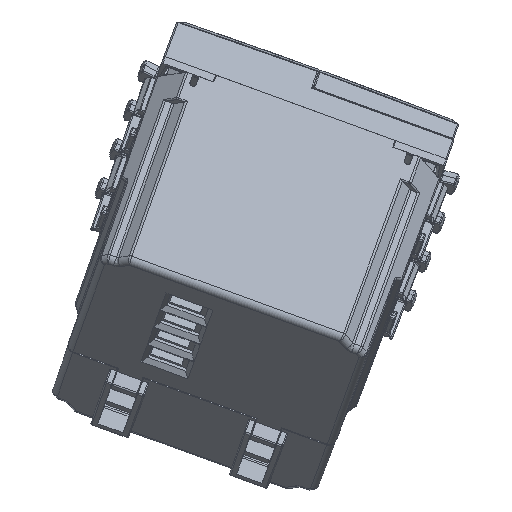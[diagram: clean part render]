
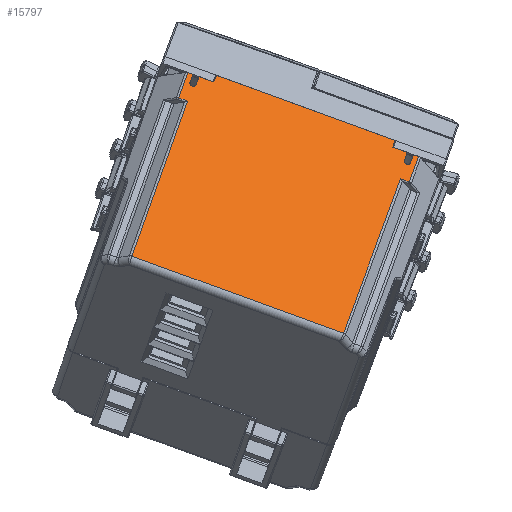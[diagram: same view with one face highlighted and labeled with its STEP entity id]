
A CAD part, left-side view. The second image highlights one B-rep face of the part: STEP entity #15797.
In plain terms, the highlighted face is planar.
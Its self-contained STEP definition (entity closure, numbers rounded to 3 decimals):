
#10777=CARTESIAN_POINT('Vertex',(-22.425,-17.5,0.)) ;
#10780=CARTESIAN_POINT('Line Origine',(-22.425,-17.896,0.)) ;
#10784=CARTESIAN_POINT('Vertex',(-22.425,-18.293,0.)) ;
#10814=CARTESIAN_POINT('Line Origine',(-22.278,-18.232,-16.863)) ;
#10818=CARTESIAN_POINT('Vertex',(-22.383,-18.276,-4.802)) ;
#15640=CARTESIAN_POINT('Vertex',(-22.412,-17.473,-1.527)) ;
#15643=CARTESIAN_POINT('Line Origine',(-22.418,-17.487,-0.763)) ;
#15655=CARTESIAN_POINT('Axis2P3D Location',(-22.425,0.,0.)) ;
#15660=CARTESIAN_POINT('Line Origine',(-22.128,0.,-34.009)) ;
#15664=CARTESIAN_POINT('Vertex',(-22.128,-16.791,-34.009)) ;
#15666=CARTESIAN_POINT('Vertex',(-22.128,16.791,-34.009)) ;
#15670=CARTESIAN_POINT('Control Point',(-22.383,-16.897,-4.802)) ;
#15671=CARTESIAN_POINT('Control Point',(-22.128,-16.791,-34.009)) ;
#15672=CARTESIAN_POINT('Vertex',(-22.383,-16.897,-4.802)) ;
#15675=CARTESIAN_POINT('Line Origine',(-22.383,0.,-4.802)) ;
#15681=CARTESIAN_POINT('Control Point',(-22.412,-17.473,-1.527)) ;
#15682=CARTESIAN_POINT('Control Point',(-22.409,-17.473,-1.824)) ;
#15683=CARTESIAN_POINT('Control Point',(-22.406,-17.242,-2.134)) ;
#15684=CARTESIAN_POINT('Control Point',(-22.406,-16.758,-2.134)) ;
#15685=CARTESIAN_POINT('Control Point',(-22.409,-16.527,-1.824)) ;
#15686=CARTESIAN_POINT('Control Point',(-22.412,-16.527,-1.527)) ;
#15687=CARTESIAN_POINT('Vertex',(-22.412,-16.527,-1.527)) ;
#15691=CARTESIAN_POINT('Control Point',(-22.425,-16.5,0.)) ;
#15692=CARTESIAN_POINT('Control Point',(-22.412,-16.527,-1.527)) ;
#15693=CARTESIAN_POINT('Vertex',(-22.425,-16.5,0.)) ;
#15696=CARTESIAN_POINT('Line Origine',(-22.425,0.,0.)) ;
#15700=CARTESIAN_POINT('Vertex',(-22.425,-14.175,0.)) ;
#15704=CARTESIAN_POINT('Control Point',(-22.425,-14.175,0.)) ;
#15705=CARTESIAN_POINT('Control Point',(-22.436,-14.153,1.275)) ;
#15706=CARTESIAN_POINT('Vertex',(-22.436,-14.153,1.275)) ;
#15709=CARTESIAN_POINT('Line Origine',(-22.436,0.,1.275)) ;
#15713=CARTESIAN_POINT('Vertex',(-22.436,14.153,1.275)) ;
#15717=CARTESIAN_POINT('Control Point',(-22.425,14.175,0.)) ;
#15718=CARTESIAN_POINT('Control Point',(-22.436,14.153,1.275)) ;
#15719=CARTESIAN_POINT('Vertex',(-22.425,14.175,0.)) ;
#15722=CARTESIAN_POINT('Line Origine',(-22.425,0.,0.)) ;
#15726=CARTESIAN_POINT('Vertex',(-22.425,16.5,0.)) ;
#15730=CARTESIAN_POINT('Control Point',(-22.425,16.5,0.)) ;
#15731=CARTESIAN_POINT('Control Point',(-22.412,16.527,-1.527)) ;
#15732=CARTESIAN_POINT('Vertex',(-22.412,16.527,-1.527)) ;
#15736=CARTESIAN_POINT('Control Point',(-22.412,16.527,-1.527)) ;
#15737=CARTESIAN_POINT('Control Point',(-22.409,16.527,-1.824)) ;
#15738=CARTESIAN_POINT('Control Point',(-22.406,16.758,-2.134)) ;
#15739=CARTESIAN_POINT('Control Point',(-22.406,17.242,-2.134)) ;
#15740=CARTESIAN_POINT('Control Point',(-22.409,17.473,-1.824)) ;
#15741=CARTESIAN_POINT('Control Point',(-22.412,17.473,-1.527)) ;
#15742=CARTESIAN_POINT('Vertex',(-22.412,17.473,-1.527)) ;
#15746=CARTESIAN_POINT('Control Point',(-22.425,17.5,0.)) ;
#15747=CARTESIAN_POINT('Control Point',(-22.412,17.473,-1.527)) ;
#15748=CARTESIAN_POINT('Vertex',(-22.425,17.5,0.)) ;
#15751=CARTESIAN_POINT('Line Origine',(-22.425,0.,0.)) ;
#15755=CARTESIAN_POINT('Vertex',(-22.425,18.293,0.)) ;
#15759=CARTESIAN_POINT('Control Point',(-22.383,18.276,-4.802)) ;
#15760=CARTESIAN_POINT('Control Point',(-22.425,18.293,0.)) ;
#15761=CARTESIAN_POINT('Vertex',(-22.383,18.276,-4.802)) ;
#15764=CARTESIAN_POINT('Line Origine',(-22.383,0.,-4.802)) ;
#15768=CARTESIAN_POINT('Vertex',(-22.383,16.897,-4.802)) ;
#15772=CARTESIAN_POINT('Control Point',(-22.383,16.897,-4.802)) ;
#15773=CARTESIAN_POINT('Control Point',(-22.128,16.791,-34.009)) ;
#10781=DIRECTION('Vector Direction',(0.,1.,0.)) ;
#10815=DIRECTION('Vector Direction',(-0.009,-0.004,1.)) ;
#15644=DIRECTION('Vector Direction',(0.009,0.017,-1.)) ;
#15656=DIRECTION('Axis2P3D Direction',(1.,0.,0.009)) ;
#15657=DIRECTION('Axis2P3D XDirection',(0.,1.,0.)) ;
#15661=DIRECTION('Vector Direction',(0.,1.,0.)) ;
#15676=DIRECTION('Vector Direction',(0.,1.,0.)) ;
#15697=DIRECTION('Vector Direction',(0.,1.,0.)) ;
#15710=DIRECTION('Vector Direction',(0.,1.,0.)) ;
#15723=DIRECTION('Vector Direction',(0.,1.,0.)) ;
#15752=DIRECTION('Vector Direction',(0.,1.,0.)) ;
#15765=DIRECTION('Vector Direction',(0.,1.,0.)) ;
#15658=AXIS2_PLACEMENT_3D('Plane Axis2P3D',#15655,#15656,#15657) ;
#15776=ORIENTED_EDGE('',*,*,#15668,.F.) ;
#15777=ORIENTED_EDGE('',*,*,#15674,.T.) ;
#15778=ORIENTED_EDGE('',*,*,#15679,.F.) ;
#15779=ORIENTED_EDGE('',*,*,#10820,.F.) ;
#15780=ORIENTED_EDGE('',*,*,#10786,.T.) ;
#15781=ORIENTED_EDGE('',*,*,#15647,.T.) ;
#15782=ORIENTED_EDGE('',*,*,#15689,.T.) ;
#15783=ORIENTED_EDGE('',*,*,#15695,.F.) ;
#15784=ORIENTED_EDGE('',*,*,#15702,.T.) ;
#15785=ORIENTED_EDGE('',*,*,#15708,.F.) ;
#15786=ORIENTED_EDGE('',*,*,#15715,.F.) ;
#15787=ORIENTED_EDGE('',*,*,#15721,.F.) ;
#15788=ORIENTED_EDGE('',*,*,#15728,.T.) ;
#15789=ORIENTED_EDGE('',*,*,#15734,.T.) ;
#15790=ORIENTED_EDGE('',*,*,#15744,.T.) ;
#15791=ORIENTED_EDGE('',*,*,#15750,.F.) ;
#15792=ORIENTED_EDGE('',*,*,#15757,.T.) ;
#15793=ORIENTED_EDGE('',*,*,#15763,.F.) ;
#15794=ORIENTED_EDGE('',*,*,#15770,.F.) ;
#15795=ORIENTED_EDGE('',*,*,#15774,.T.) ;
#10782=VECTOR('Line Direction',#10781,1.) ;
#10816=VECTOR('Line Direction',#10815,1.) ;
#15645=VECTOR('Line Direction',#15644,1.) ;
#15662=VECTOR('Line Direction',#15661,1.) ;
#15677=VECTOR('Line Direction',#15676,1.) ;
#15698=VECTOR('Line Direction',#15697,1.) ;
#15711=VECTOR('Line Direction',#15710,1.) ;
#15724=VECTOR('Line Direction',#15723,1.) ;
#15753=VECTOR('Line Direction',#15752,1.) ;
#15766=VECTOR('Line Direction',#15765,1.) ;
#15797=ADVANCED_FACE('zocchetto',(#15796),#15659,.F.) ;
#15669=B_SPLINE_CURVE_WITH_KNOTS('',1,(#15670,#15671),.UNSPECIFIED.,.F.,.U.,(2,2),(-12.061,17.147),.UNSPECIFIED.) ;
#15680=B_SPLINE_CURVE_WITH_KNOTS('',5,(#15681,#15682,#15683,#15684,#15685,#15686),.UNSPECIFIED.,.F.,.U.,(6,6),(0.,2.103),.UNSPECIFIED.) ;
#15690=B_SPLINE_CURVE_WITH_KNOTS('',1,(#15691,#15692),.UNSPECIFIED.,.F.,.U.,(2,2),(-0.764,0.764),.UNSPECIFIED.) ;
#15703=B_SPLINE_CURVE_WITH_KNOTS('',1,(#15704,#15705),.UNSPECIFIED.,.F.,.U.,(2,2),(-2.117,-0.841),.UNSPECIFIED.) ;
#15716=B_SPLINE_CURVE_WITH_KNOTS('',1,(#15717,#15718),.UNSPECIFIED.,.F.,.U.,(2,2),(-0.638,0.638),.UNSPECIFIED.) ;
#15729=B_SPLINE_CURVE_WITH_KNOTS('',1,(#15730,#15731),.UNSPECIFIED.,.F.,.U.,(2,2),(-0.764,0.764),.UNSPECIFIED.) ;
#15735=B_SPLINE_CURVE_WITH_KNOTS('',5,(#15736,#15737,#15738,#15739,#15740,#15741),.UNSPECIFIED.,.F.,.U.,(6,6),(0.,2.103),.UNSPECIFIED.) ;
#15745=B_SPLINE_CURVE_WITH_KNOTS('',1,(#15746,#15747),.UNSPECIFIED.,.F.,.U.,(2,2),(-0.764,0.764),.UNSPECIFIED.) ;
#15758=B_SPLINE_CURVE_WITH_KNOTS('',1,(#15759,#15760),.UNSPECIFIED.,.F.,.U.,(2,2),(12.061,16.863),.UNSPECIFIED.) ;
#15771=B_SPLINE_CURVE_WITH_KNOTS('',1,(#15772,#15773),.UNSPECIFIED.,.F.,.U.,(2,2),(-12.061,17.147),.UNSPECIFIED.) ;
#10786=EDGE_CURVE('',#10785,#10778,#10783,.T.) ;
#10820=EDGE_CURVE('',#10785,#10819,#10817,.F.) ;
#15647=EDGE_CURVE('',#10778,#15641,#15646,.T.) ;
#15668=EDGE_CURVE('',#15665,#15667,#15663,.T.) ;
#15674=EDGE_CURVE('',#15665,#15673,#15669,.F.) ;
#15679=EDGE_CURVE('',#10819,#15673,#15678,.T.) ;
#15689=EDGE_CURVE('',#15641,#15688,#15680,.T.) ;
#15695=EDGE_CURVE('',#15694,#15688,#15690,.T.) ;
#15702=EDGE_CURVE('',#15694,#15701,#15699,.T.) ;
#15708=EDGE_CURVE('',#15707,#15701,#15703,.F.) ;
#15715=EDGE_CURVE('',#15714,#15707,#15712,.F.) ;
#15721=EDGE_CURVE('',#15720,#15714,#15716,.T.) ;
#15728=EDGE_CURVE('',#15720,#15727,#15725,.T.) ;
#15734=EDGE_CURVE('',#15727,#15733,#15729,.T.) ;
#15744=EDGE_CURVE('',#15733,#15743,#15735,.T.) ;
#15750=EDGE_CURVE('',#15749,#15743,#15745,.T.) ;
#15757=EDGE_CURVE('',#15749,#15756,#15754,.T.) ;
#15763=EDGE_CURVE('',#15762,#15756,#15758,.T.) ;
#15770=EDGE_CURVE('',#15769,#15762,#15767,.T.) ;
#15774=EDGE_CURVE('',#15769,#15667,#15771,.T.) ;
#15775=EDGE_LOOP('',(#15776,#15777,#15778,#15779,#15780,#15781,#15782,#15783,#15784,#15785,#15786,#15787,#15788,#15789,#15790,#15791,#15792,#15793,#15794,#15795)) ;
#15796=FACE_OUTER_BOUND('',#15775,.T.) ;
#10783=LINE('Line',#10780,#10782) ;
#10817=LINE('Line',#10814,#10816) ;
#15646=LINE('Line',#15643,#15645) ;
#15663=LINE('Line',#15660,#15662) ;
#15678=LINE('Line',#15675,#15677) ;
#15699=LINE('Line',#15696,#15698) ;
#15712=LINE('Line',#15709,#15711) ;
#15725=LINE('Line',#15722,#15724) ;
#15754=LINE('Line',#15751,#15753) ;
#15767=LINE('Line',#15764,#15766) ;
#15659=PLANE('',#15658) ;
#10778=VERTEX_POINT('',#10777) ;
#10785=VERTEX_POINT('',#10784) ;
#10819=VERTEX_POINT('',#10818) ;
#15641=VERTEX_POINT('',#15640) ;
#15665=VERTEX_POINT('',#15664) ;
#15667=VERTEX_POINT('',#15666) ;
#15673=VERTEX_POINT('',#15672) ;
#15688=VERTEX_POINT('',#15687) ;
#15694=VERTEX_POINT('',#15693) ;
#15701=VERTEX_POINT('',#15700) ;
#15707=VERTEX_POINT('',#15706) ;
#15714=VERTEX_POINT('',#15713) ;
#15720=VERTEX_POINT('',#15719) ;
#15727=VERTEX_POINT('',#15726) ;
#15733=VERTEX_POINT('',#15732) ;
#15743=VERTEX_POINT('',#15742) ;
#15749=VERTEX_POINT('',#15748) ;
#15756=VERTEX_POINT('',#15755) ;
#15762=VERTEX_POINT('',#15761) ;
#15769=VERTEX_POINT('',#15768) ;
